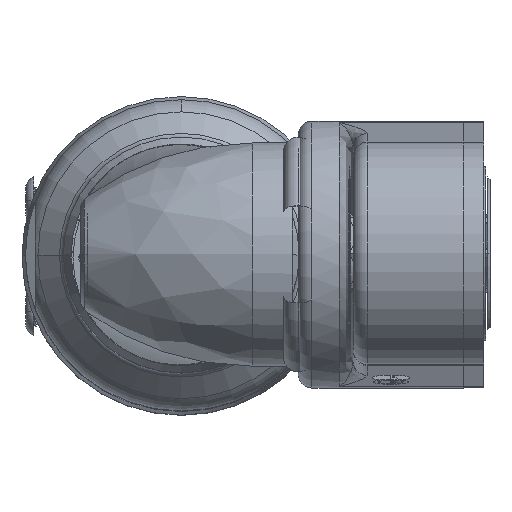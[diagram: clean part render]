
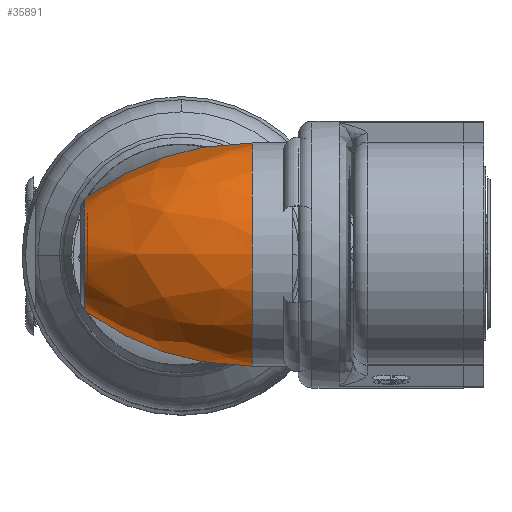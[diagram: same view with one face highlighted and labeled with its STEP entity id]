
A CAD part, top view. The second image highlights one B-rep face of the part: STEP entity #35891.
In plain terms, the highlighted free-form (B-spline) face has degree [3, 3] with [7, 4] control points.
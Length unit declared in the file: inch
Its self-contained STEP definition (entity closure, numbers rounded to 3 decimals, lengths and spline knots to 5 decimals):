
#34602=CARTESIAN_POINT('',(-0.43658,0.,3.8948));
#34603=DIRECTION('',(1.,0.,0.));
#34604=DIRECTION('',(0.,0.987,-0.162));
#34605=AXIS2_PLACEMENT_3D('',#34602,#34603,#34604);
#35017=CARTESIAN_POINT('',(-0.41595,-0.26406,
3.8948));
#35085=CARTESIAN_POINT('',(0.09836,0.48277,
3.8948));
#35086=CARTESIAN_POINT('',(0.10254,0.48352,
3.88747));
#35087=CARTESIAN_POINT('',(0.11068,0.48461,
3.87298));
#35088=CARTESIAN_POINT('',(0.12211,0.48506,
3.85179));
#35089=CARTESIAN_POINT('',(0.13272,0.48444,
3.83116));
#35090=CARTESIAN_POINT('',(0.13922,0.48336,
3.81779));
#35091=CARTESIAN_POINT('',(0.14232,0.48268,
3.81122));
#35093=CARTESIAN_POINT('',(0.14232,-0.48268,
3.81122));
#35094=CARTESIAN_POINT('',(0.13922,-0.48336,
3.81779));
#35095=CARTESIAN_POINT('',(0.13272,-0.48444,
3.83116));
#35096=CARTESIAN_POINT('',(0.12211,-0.48506,
3.85179));
#35097=CARTESIAN_POINT('',(0.11068,-0.48461,
3.87298));
#35098=CARTESIAN_POINT('',(0.10254,-0.48352,
3.88747));
#35099=CARTESIAN_POINT('',(0.09836,-0.48277,
3.8948));
#35101=CARTESIAN_POINT('',(0.32,0.7525,3.8948));
#35102=DIRECTION('',(0.,0.,1.));
#35103=DIRECTION('',(-0.586,-0.81,0.));
#35104=AXIS2_PLACEMENT_3D('',#35101,#35102,#35103);
#35106=CARTESIAN_POINT('',(-0.41595,-0.26406,
3.8948));
#35107=CARTESIAN_POINT('',(-0.41997,-0.26115,
3.88769));
#35108=CARTESIAN_POINT('',(-0.42742,-0.25511,
3.87388));
#35109=CARTESIAN_POINT('',(-0.43371,-0.24875,
3.86084));
#35110=CARTESIAN_POINT('',(-0.43658,-0.24552,
3.85448));
#35112=CARTESIAN_POINT('',(-0.43658,0.24552,
3.85448));
#35113=CARTESIAN_POINT('',(-0.43371,0.24875,
3.86084));
#35114=CARTESIAN_POINT('',(-0.42742,0.25511,
3.87388));
#35115=CARTESIAN_POINT('',(-0.41997,0.26115,
3.88769));
#35116=CARTESIAN_POINT('',(-0.41595,0.26406,
3.8948));
#35118=CARTESIAN_POINT('',(0.32,-0.7525,3.8948));
#35119=DIRECTION('',(0.,0.,1.));
#35120=DIRECTION('',(-0.177,0.984,0.));
#35121=AXIS2_PLACEMENT_3D('',#35118,#35119,#35120);
#35139=CARTESIAN_POINT('',(0.32,0.40782,3.60122));
#35140=CARTESIAN_POINT('',(0.30906,0.415,
3.61119));
#35141=CARTESIAN_POINT('',(0.28731,0.42811,
3.63142));
#35142=CARTESIAN_POINT('',(0.2553,0.44447,
3.66283));
#35143=CARTESIAN_POINT('',(0.22531,0.45742,
3.69438));
#35144=CARTESIAN_POINT('',(0.19821,0.46731,
3.72559));
#35145=CARTESIAN_POINT('',(0.17484,0.47455,
3.75595));
#35146=CARTESIAN_POINT('',(0.15578,0.4796,
3.78498));
#35147=CARTESIAN_POINT('',(0.14633,0.48179,
3.80273));
#35148=CARTESIAN_POINT('',(0.14232,0.48268,
3.81122));
#35175=CARTESIAN_POINT('',(0.32,0.,3.8948));
#35176=DIRECTION('',(-1.,0.,0.));
#35177=DIRECTION('',(0.,-0.812,-0.584));
#35178=AXIS2_PLACEMENT_3D('',#35175,#35176,#35177);
#35211=CARTESIAN_POINT('',(0.14232,-0.48268,
3.81122));
#35212=CARTESIAN_POINT('',(0.1464,-0.48177,
3.80257));
#35213=CARTESIAN_POINT('',(0.156,-0.47955,
3.78459));
#35214=CARTESIAN_POINT('',(0.17517,-0.47445,
3.75548));
#35215=CARTESIAN_POINT('',(0.19855,-0.4672,
3.72519));
#35216=CARTESIAN_POINT('',(0.22557,-0.45732,
3.6941));
#35217=CARTESIAN_POINT('',(0.25542,-0.44441,
3.66271));
#35218=CARTESIAN_POINT('',(0.2873,-0.42811,
3.63144));
#35219=CARTESIAN_POINT('',(0.30905,-0.41501,
3.6112));
#35220=CARTESIAN_POINT('',(0.32,-0.40782,3.60122));
#35232=CARTESIAN_POINT('',(0.09836,0.48277,
3.8948));
#35261=CARTESIAN_POINT('',(-0.41595,0.26406,
3.8948));
#35301=VERTEX_POINT('',#35232);
#35302=VERTEX_POINT('',#35091);
#35304=VERTEX_POINT('',#35139);
#35305=VERTEX_POINT('',#35261);
#35307=VERTEX_POINT('',#35112);
#35309=VERTEX_POINT('',#35017);
#35310=VERTEX_POINT('',#35110);
#35313=VERTEX_POINT('',#35211);
#35314=VERTEX_POINT('',#35220);
#35315=VERTEX_POINT('',#35099);
#35842=CARTESIAN_POINT('',(-0.44948,0.18093,
3.73874));
#35843=CARTESIAN_POINT('',(-0.22278,0.31416,
3.62383));
#35844=CARTESIAN_POINT('',(0.0493,0.38324,
3.56424));
#35845=CARTESIAN_POINT('',(0.33624,0.38043,
3.56666));
#35846=CARTESIAN_POINT('',(-0.44948,0.33574,
3.91823));
#35847=CARTESIAN_POINT('',(-0.22278,0.58298,
3.93549));
#35848=CARTESIAN_POINT('',(0.0493,0.71118,
3.94443));
#35849=CARTESIAN_POINT('',(0.33624,0.70596,
3.94407));
#35850=CARTESIAN_POINT('',(-0.44948,0.23703,
4.13373));
#35851=CARTESIAN_POINT('',(-0.22278,0.41158,
4.30968));
#35852=CARTESIAN_POINT('',(0.0493,0.50208,
4.40091));
#35853=CARTESIAN_POINT('',(0.33624,0.4984,
4.39719));
#35854=CARTESIAN_POINT('',(-0.44948,0.,
4.13373));
#35855=CARTESIAN_POINT('',(-0.22278,0.,
4.30968));
#35856=CARTESIAN_POINT('',(0.0493,0.,
4.40091));
#35857=CARTESIAN_POINT('',(0.33624,0.,
4.39719));
#35858=CARTESIAN_POINT('',(-0.44948,-0.23703,
4.13373));
#35859=CARTESIAN_POINT('',(-0.22278,-0.41158,
4.30968));
#35860=CARTESIAN_POINT('',(0.0493,-0.50208,
4.40091));
#35861=CARTESIAN_POINT('',(0.33624,-0.4984,
4.39719));
#35862=CARTESIAN_POINT('',(-0.44948,-0.33574,
3.91823));
#35863=CARTESIAN_POINT('',(-0.22278,-0.58298,
3.93549));
#35864=CARTESIAN_POINT('',(0.0493,-0.71118,
3.94443));
#35865=CARTESIAN_POINT('',(0.33624,-0.70596,
3.94407));
#35866=CARTESIAN_POINT('',(-0.44948,-0.18093,
3.73874));
#35867=CARTESIAN_POINT('',(-0.22278,-0.31416,
3.62383));
#35868=CARTESIAN_POINT('',(0.0493,-0.38324,
3.56424));
#35869=CARTESIAN_POINT('',(0.33624,-0.38043,
3.56666));
#35870=(BOUNDED_SURFACE()B_SPLINE_SURFACE(3,3,((#35842,#35843,#35844,#35845),(
#35846,#35847,#35848,#35849),(#35850,#35851,#35852,#35853),(#35854,#35855,
#35856,#35857),(#35858,#35859,#35860,#35861),(#35862,#35863,#35864,#35865),(
#35866,#35867,#35868,#35869)),.UNSPECIFIED.,.F.,.F.,.F.)B_SPLINE_SURFACE_WITH_KNOTS((4,3,4),(4,4),(0.,1.,2.),(0.,1.),.UNSPECIFIED.)GEOMETRIC_REPRESENTATION_ITEM()RATIONAL_B_SPLINE_SURFACE(((1.453,1.398,
1.398,1.453),(0.888,0.854,
0.854,0.888),(0.888,0.854,
0.854,0.888),(1.453,1.398,
1.398,1.453),(0.888,0.854,
0.854,0.888),(0.888,0.854,
0.854,0.888),(1.453,1.398,
1.398,1.453)))REPRESENTATION_ITEM('')SURFACE());
#35872=ORIENTED_EDGE('',*,*,#35871,.T.);
#35874=ORIENTED_EDGE('',*,*,#35873,.F.);
#35876=ORIENTED_EDGE('',*,*,#35875,.F.);
#35878=ORIENTED_EDGE('',*,*,#35877,.F.);
#35880=ORIENTED_EDGE('',*,*,#35879,.T.);
#35881=ORIENTED_EDGE('',*,*,#35837,.F.);
#35883=ORIENTED_EDGE('',*,*,#35882,.T.);
#35884=ORIENTED_EDGE('',*,*,#35408,.F.);
#35886=ORIENTED_EDGE('',*,*,#35885,.T.);
#35888=ORIENTED_EDGE('',*,*,#35887,.F.);
#35889=EDGE_LOOP('',(#35872,#35874,#35876,#35878,#35880,#35881,#35883,#35884,
#35886,#35888));
#35890=FACE_OUTER_BOUND('',#35889,.F.);
#35891=ADVANCED_FACE('',(#35890),#35870,.T.);
#34606=CIRCLE('',#34605,0.2488);
#35092=B_SPLINE_CURVE_WITH_KNOTS('',3,(#35085,#35086,#35087,#35088,#35089,
#35090,#35091),.UNSPECIFIED.,.F.,.F.,(4,1,1,1,4),(0.,0.25,0.5,0.75,
1.),.UNSPECIFIED.);
#35100=B_SPLINE_CURVE_WITH_KNOTS('',3,(#35093,#35094,#35095,#35096,#35097,
#35098,#35099),.UNSPECIFIED.,.F.,.F.,(4,1,1,1,4),(0.,0.25,0.5,0.75,
1.),.UNSPECIFIED.);
#35105=CIRCLE('',#35104,1.255);
#35111=B_SPLINE_CURVE_WITH_KNOTS('',3,(#35106,#35107,#35108,#35109,#35110),
.UNSPECIFIED.,.F.,.F.,(4,1,4),(0.,0.5,1.),.UNSPECIFIED.);
#35117=B_SPLINE_CURVE_WITH_KNOTS('',3,(#35112,#35113,#35114,#35115,#35116),
.UNSPECIFIED.,.F.,.F.,(4,1,4),(0.,0.5,1.),.UNSPECIFIED.);
#35122=CIRCLE('',#35121,1.255);
#35149=B_SPLINE_CURVE_WITH_KNOTS('',3,(#35139,#35140,#35141,#35142,#35143,
#35144,#35145,#35146,#35147,#35148),.UNSPECIFIED.,.F.,.F.,(4,1,1,1,1,1,1,4),(
0.,0.14286,0.28571,0.42857,0.57143,
0.71429,0.85714,1.),.UNSPECIFIED.);
#35179=CIRCLE('',#35178,0.5025);
#35221=B_SPLINE_CURVE_WITH_KNOTS('',3,(#35211,#35212,#35213,#35214,#35215,
#35216,#35217,#35218,#35219,#35220),.UNSPECIFIED.,.F.,.F.,(4,1,1,1,1,1,1,4),(
0.,0.14286,0.28571,0.42857,0.57143,
0.71429,0.85714,1.),.UNSPECIFIED.);
#35408=EDGE_CURVE('',#35307,#35310,#34606,.T.);
#35837=EDGE_CURVE('',#35309,#35315,#35105,.T.);
#35871=EDGE_CURVE('',#35301,#35302,#35092,.T.);
#35873=EDGE_CURVE('',#35304,#35302,#35149,.T.);
#35875=EDGE_CURVE('',#35314,#35304,#35179,.T.);
#35877=EDGE_CURVE('',#35313,#35314,#35221,.T.);
#35879=EDGE_CURVE('',#35313,#35315,#35100,.T.);
#35882=EDGE_CURVE('',#35309,#35310,#35111,.T.);
#35885=EDGE_CURVE('',#35307,#35305,#35117,.T.);
#35887=EDGE_CURVE('',#35301,#35305,#35122,.T.);
